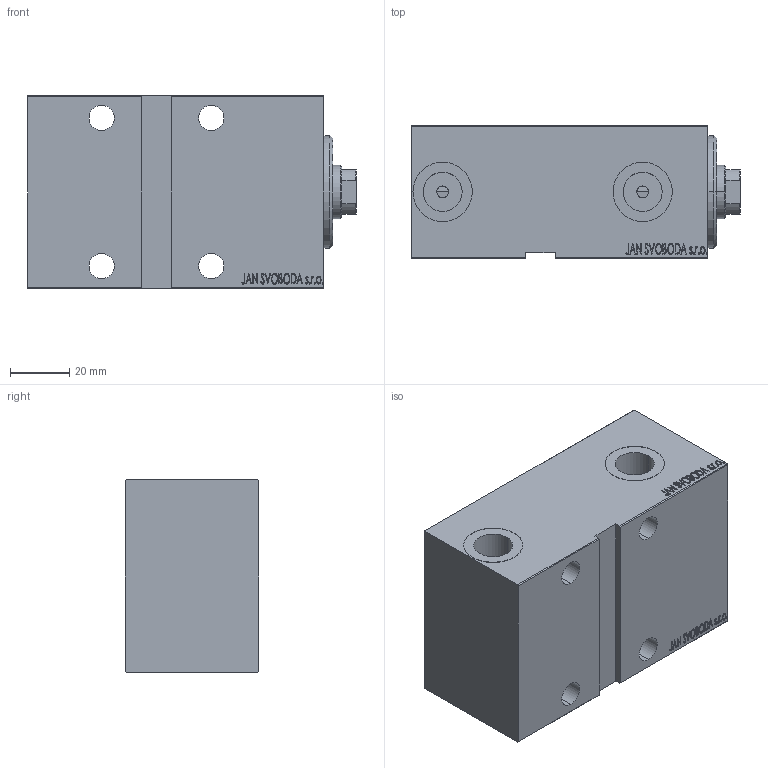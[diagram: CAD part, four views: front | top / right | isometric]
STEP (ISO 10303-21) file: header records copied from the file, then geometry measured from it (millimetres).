
FILE_DESCRIPTION (( 'STEP AP203' ), '1' );
FILE_NAME ('fed0.STEP', '2021-11-01T13:41:33', ( '' ), ( '' ), 'SwSTEP 2.0', 'SolidWorks 2019', '' );
FILE_SCHEMA (( 'CONFIG_CONTROL_DESIGN' ));
Length unit declared in the file: millimetre
Products named in the file (4): V450CM_E_VCP 4c495e4b83524d04eb71d25770d125f3; fed0; V450CM_VC_B 4c495e4b83524d04eb71d25770d125f3; V450CM_E 4c495e4b83524d04eb71d25770d125f3
Assembly tree (3 placements, depth 2):
  fed0
    V450CM_E 4c495e4b83524d04eb71d25770d125f3
    V450CM_E_VCP 4c495e4b83524d04eb71d25770d125f3
    V450CM_VC_B 4c495e4b83524d04eb71d25770d125f3
Bounding box: 111 x 45 x 65 mm (x, y, z)
Volume: 259227.1 mm3; surface area: 55685.6 mm2
Topology: 3 solids, 3 shells, 876 faces, 2254 edges, 1493 vertices
Faces by surface type: plane 416, bspline 380, cylinder 66, cone 14
Entity records: 43960 total; most frequent: CARTESIAN_POINT 24701, ORIENTED_EDGE 4504, DIRECTION 2616, EDGE_CURVE 2252, VERTEX_POINT 1493, VECTOR 1332, LINE 1332, EDGE_LOOP 1005
